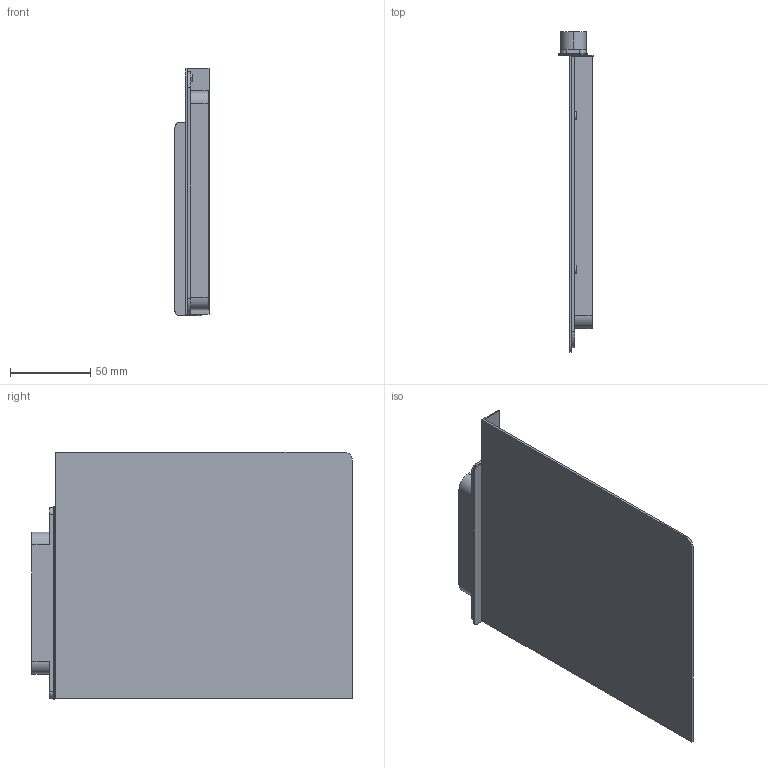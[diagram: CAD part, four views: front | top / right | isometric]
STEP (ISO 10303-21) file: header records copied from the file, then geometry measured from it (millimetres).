
FILE_DESCRIPTION (( 'STEP AP214' ), '1' );
FILE_NAME ('F151149004201_Kinvaro T-Slim S, Set Holz; LF250-500, Soft-close, Ice, rechts, geschlossen.step', '2019-12-03T08:46:53', ( '' ), ( '' ), 'SwSTEP 2.0', 'SolidWorks 2019', '' );
FILE_SCHEMA (( 'AUTOMOTIVE_DESIGN' ));
Length unit declared in the file: millimetre
Products named in the file (1): F151149004201_Kinvaro T-Slim S, Set Holz; LF250-500, Soft-close, Ice, rechts, geschlossen
Bounding box: 21.25 x 200.2 x 154.91 mm (x, y, z)
Volume: 355272.9 mm3; surface area: 87850.7 mm2
Topology: 1 solids, 4 shells, 155 faces, 390 edges, 260 vertices
Faces by surface type: plane 85, cylinder 68, bspline 2
Entity records: 4724 total; most frequent: CARTESIAN_POINT 838, DIRECTION 826, ORIENTED_EDGE 780, EDGE_CURVE 390, AXIS2_PLACEMENT_3D 288, VERTEX_POINT 260, VECTOR 250, LINE 250
